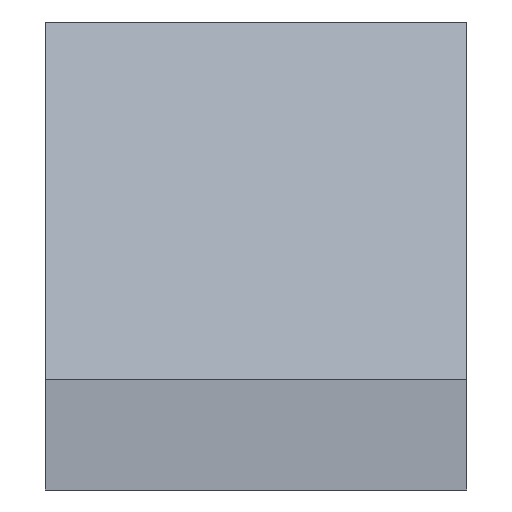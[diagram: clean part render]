
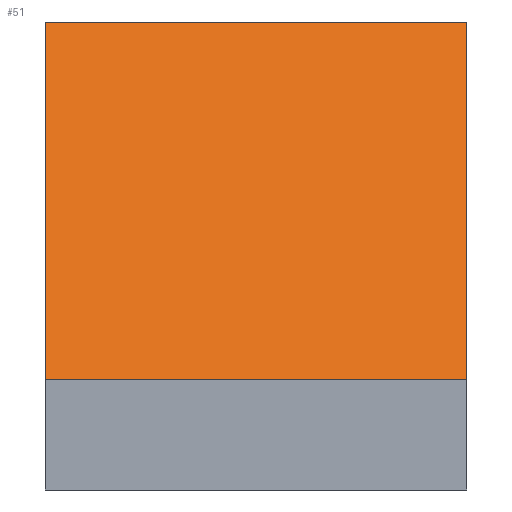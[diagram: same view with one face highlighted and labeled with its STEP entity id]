
A CAD part, front view. The second image highlights one B-rep face of the part: STEP entity #51.
In plain terms, the highlighted planar face has unit normal (0, -0.707, 0.707).
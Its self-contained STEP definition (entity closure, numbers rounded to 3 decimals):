
#51=ADVANCED_FACE('',(#97),#98,.F.);
#97=FACE_OUTER_BOUND('',#135,.T.);
#98=PLANE('',#136);
#135=EDGE_LOOP('',(#215,#216,#217,#218));
#136=AXIS2_PLACEMENT_3D('',#219,#220,#221);
#215=ORIENTED_EDGE('',*,*,#236,.F.);
#216=ORIENTED_EDGE('',*,*,#261,.T.);
#217=ORIENTED_EDGE('',*,*,#252,.T.);
#218=ORIENTED_EDGE('',*,*,#263,.F.);
#219=CARTESIAN_POINT('',(9.0,-20.0,4.743));
#220=DIRECTION('',(0.0,0.707,-0.707));
#221=DIRECTION('',(-1.0,0.0,0.0));
#236=EDGE_CURVE('',#274,#276,#277,.T.);
#252=EDGE_CURVE('',#300,#298,#301,.T.);
#261=EDGE_CURVE('',#274,#300,#312,.T.);
#263=EDGE_CURVE('',#276,#298,#314,.T.);
#274=VERTEX_POINT('',#328);
#276=VERTEX_POINT('',#331);
#277=LINE('',#332,#333);
#298=VERTEX_POINT('',#364);
#300=VERTEX_POINT('',#367);
#301=LINE('',#368,#369);
#312=LINE('',#385,#386);
#314=LINE('',#388,#389);
#328=CARTESIAN_POINT('',(-9.0,-20.0,4.743));
#331=CARTESIAN_POINT('',(-9.0,-4.743,20.0));
#332=CARTESIAN_POINT('',(-9.0,-20.0,4.743));
#333=VECTOR('',#396,21.577);
#364=CARTESIAN_POINT('',(9.0,-4.743,20.0));
#367=CARTESIAN_POINT('',(9.0,-20.0,4.743));
#368=CARTESIAN_POINT('',(9.0,-20.0,4.743));
#369=VECTOR('',#408,21.577);
#385=CARTESIAN_POINT('',(-9.0,-20.0,4.743));
#386=VECTOR('',#414,18.0);
#388=CARTESIAN_POINT('',(-9.0,-4.743,20.0));
#389=VECTOR('',#415,18.0);
#396=DIRECTION('',(0.0,0.707,0.707));
#408=DIRECTION('',(0.0,0.707,0.707));
#414=DIRECTION('',(1.0,0.0,0.0));
#415=DIRECTION('',(1.0,0.0,0.0));
